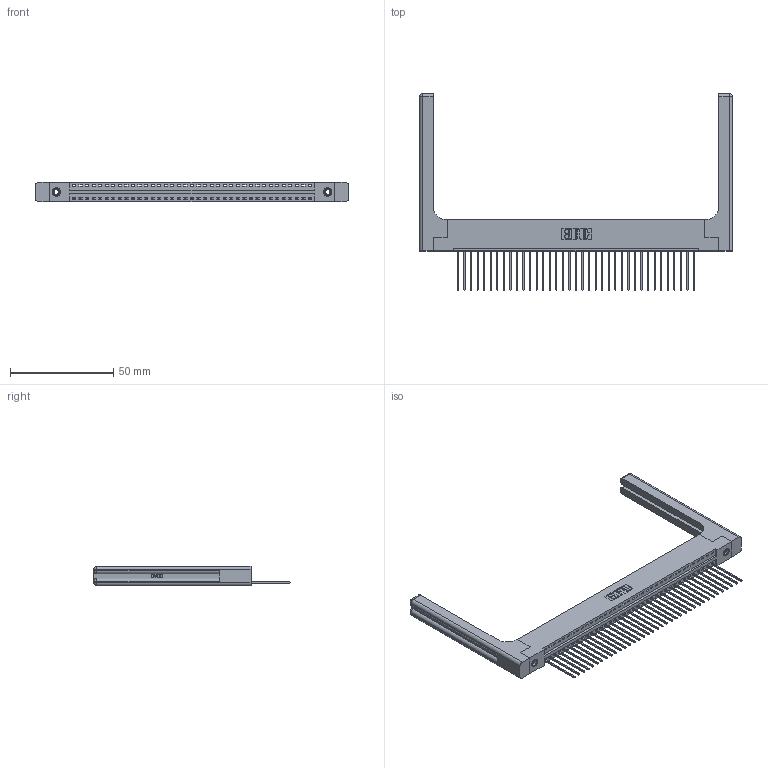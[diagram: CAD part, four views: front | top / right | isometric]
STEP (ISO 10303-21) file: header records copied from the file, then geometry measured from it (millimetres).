
FILE_DESCRIPTION (( 'STEP AP203' ), '1' );
FILE_NAME ('346-037-541-158.STEP', '2022-05-07T03:19:26', ( '' ), ( '' ), 'SwSTEP 2.0', 'SolidWorks 2020', '' );
FILE_SCHEMA (( 'CONFIG_CONTROL_DESIGN' ));
Length unit declared in the file: inch
Products named in the file (5): 345-250-001_345-250-001-102; 346-037-541-158; 346 Part_Flush Mounting Lugs - 0.156 Dia-TH; 346-220-058_345-220-058; 345-292-001_345-293-141
Assembly tree (42 placements, depth 2):
  346-037-541-158
    346 Part_Flush Mounting Lugs - 0.156 Dia-TH
    345-292-001_345-293-141  x37
    345-250-001_345-250-001-102  x2
    346-220-058_345-220-058  x2
Bounding box: 151.54 x 95.25 x 9.4 mm (x, y, z)
Volume: 22093.3 mm3; surface area: 24094 mm2
Topology: 42 solids, 42 shells, 2538 faces, 7543 edges, 4958 vertices
Faces by surface type: plane 1718, cylinder 760, bspline 36, cone 12, sphere 8, torus 4
Entity records: 29252 total; most frequent: CARTESIAN_POINT 5998, ORIENTED_EDGE 4764, DIRECTION 4228, EDGE_CURVE 2382, VECTOR 2010, LINE 2010, VERTEX_POINT 1578, AXIS2_PLACEMENT_3D 1109
